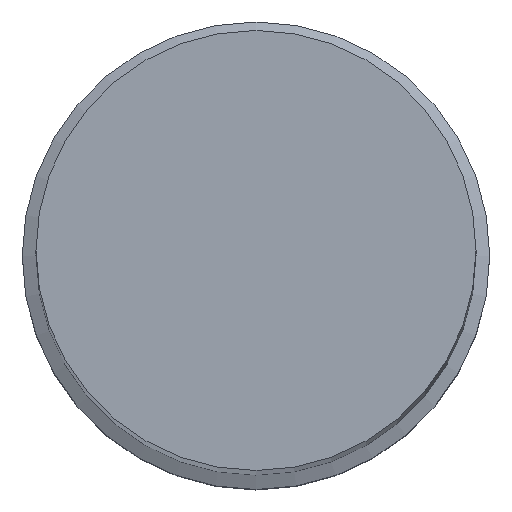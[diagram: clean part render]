
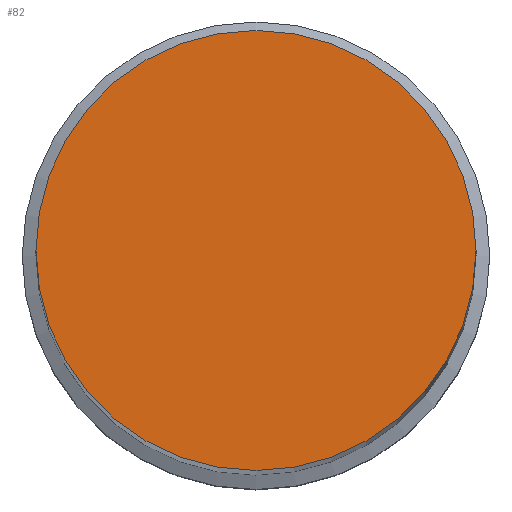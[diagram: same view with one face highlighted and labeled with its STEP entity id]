
A CAD part, top view. The second image highlights one B-rep face of the part: STEP entity #82.
In plain terms, the highlighted planar face has unit normal (0, 0, 1).
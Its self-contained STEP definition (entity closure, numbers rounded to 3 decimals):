
#82=ADVANCED_FACE('',(#104),#105,.T.);
#104=FACE_OUTER_BOUND('',#126,.T.);
#105=PLANE('',#127);
#126=EDGE_LOOP('',(#162));
#127=AXIS2_PLACEMENT_3D('',#163,#164,#165);
#162=ORIENTED_EDGE('',*,*,#172,.T.);
#163=CARTESIAN_POINT('',(0.,4.,120.0));
#164=DIRECTION('',(0.,0.,1.0));
#165=DIRECTION('',(0.,1.0,0.));
#172=EDGE_CURVE('',#185,#185,#186,.T.);
#185=VERTEX_POINT('',#199);
#186=CIRCLE('',#200,8.);
#199=CARTESIAN_POINT('',(0.,8.,120.0));
#200=AXIS2_PLACEMENT_3D('',#219,#220,#221);
#219=CARTESIAN_POINT('',(0.,0.,120.0));
#220=DIRECTION('',(0.,0.,1.0));
#221=DIRECTION('',(0.,1.0,0.));
